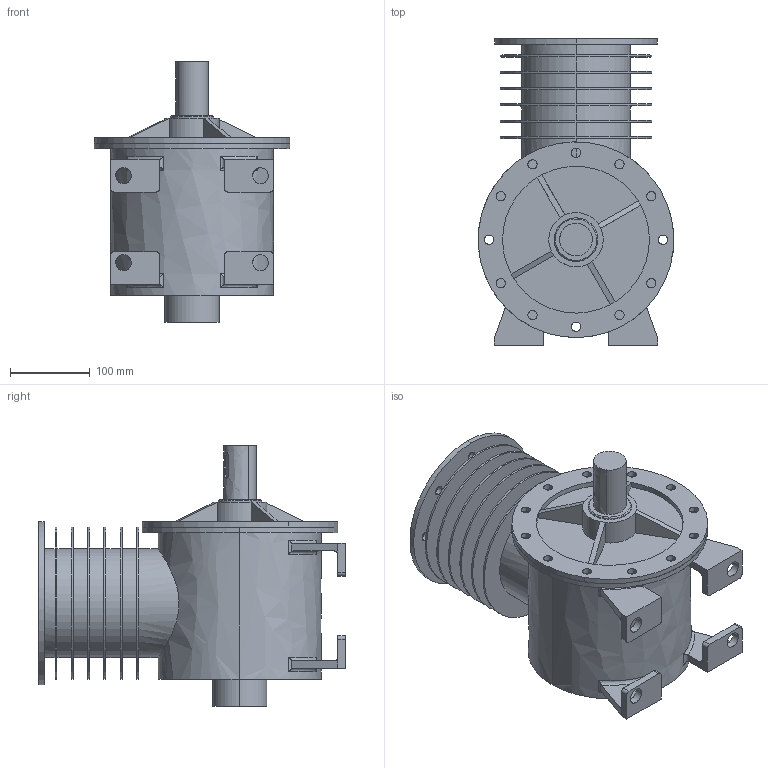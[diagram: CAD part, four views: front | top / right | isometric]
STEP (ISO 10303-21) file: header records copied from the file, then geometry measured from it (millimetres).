
FILE_DESCRIPTION(('FreeCAD Model'),'2;1');
FILE_NAME('Open CASCADE Shape Model','2025-05-04T06:08:53',('FreeCAD'),( 'FreeCAD'),'Open CASCADE STEP processor 7.6','FreeCAD','Unknown');
FILE_SCHEMA(('AUTOMOTIVE_DESIGN { 1 0 10303 214 1 1 1 1 }'));
Length unit declared in the file: millimetre
Products named in the file (1): Open CASCADE STEP translator 7.6 1
Bounding box: 245.06 x 383.93 x 326.75 mm (x, y, z)
Volume: 3811960.3 mm3; surface area: 1090314.8 mm2
Topology: 7 solids, 7 shells, 436 faces, 1109 edges, 715 vertices
Faces by surface type: bspline 436
Entity records: 15075 total; most frequent: CARTESIAN_POINT 8718, ORIENTED_EDGE 2202, EDGE_CURVE 1101, VERTEX_POINT 715, B_SPLINE_CURVE_WITH_KNOTS 580, FACE_BOUND 576, EDGE_LOOP 576, ADVANCED_FACE 436
